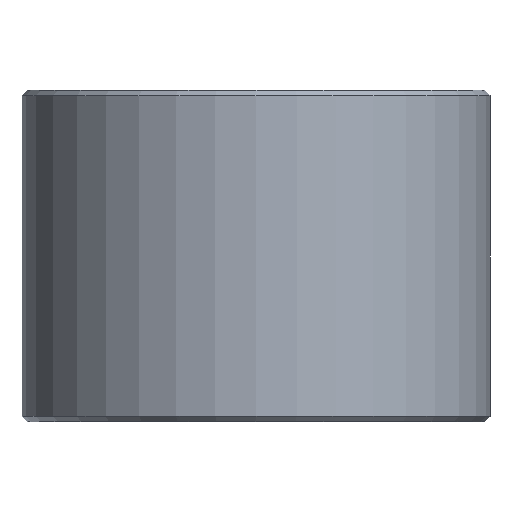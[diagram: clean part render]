
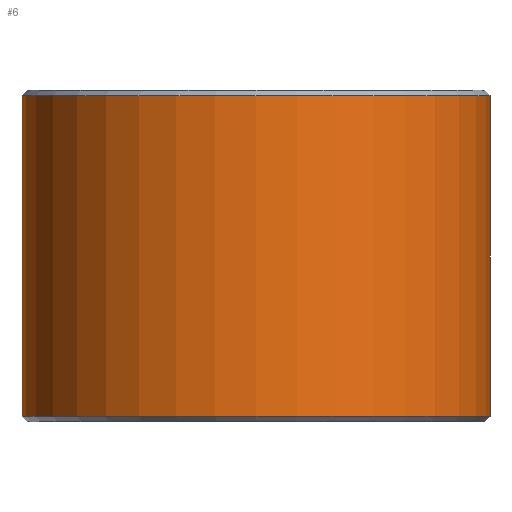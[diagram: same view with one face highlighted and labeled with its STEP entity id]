
A CAD part, front view. The second image highlights one B-rep face of the part: STEP entity #6.
In plain terms, the highlighted cylindrical face has radius 10.668 mm (diameter 21.336 mm), a partial arc.
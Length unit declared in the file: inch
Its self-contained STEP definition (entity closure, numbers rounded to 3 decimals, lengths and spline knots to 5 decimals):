
#6 = ADVANCED_FACE ( 'NONE', ( #379 ), #349, .T. ) ;
#8 = VERTEX_POINT ( 'NONE', #403 ) ;
#11 = CIRCLE ( 'NONE', #48, 0.42 ) ;
#15 = EDGE_CURVE ( 'NONE', #75, #8, #190, .T. ) ;
#31 = EDGE_CURVE ( 'NONE', #286, #351, #11, .T. ) ;
#33 = VECTOR ( 'NONE', #363, 39.37008 ) ;
#48 = AXIS2_PLACEMENT_3D ( 'NONE', #336, #266, #375 ) ;
#59 = CARTESIAN_POINT ( 'NONE',  ( 0.42, 0., 0.585 ) ) ;
#72 = AXIS2_PLACEMENT_3D ( 'NONE', #109, #83, #372 ) ;
#75 = VERTEX_POINT ( 'NONE', #304 ) ;
#83 = DIRECTION ( 'NONE',  ( 0., 0., 1. ) ) ;
#109 = CARTESIAN_POINT ( 'NONE',  ( 0., 0., 0.01 ) ) ;
#144 = DIRECTION ( 'NONE',  ( 0., 0., -1. ) ) ;
#156 = CARTESIAN_POINT ( 'NONE',  ( -0.42, 0., 0.595 ) ) ;
#186 = EDGE_CURVE ( 'NONE', #351, #75, #206, .T. ) ;
#190 = CIRCLE ( 'NONE', #72, 0.42 ) ;
#206 = LINE ( 'NONE', #156, #33 ) ;
#208 = CARTESIAN_POINT ( 'NONE',  ( 0., 0., 0.595 ) ) ;
#218 = EDGE_LOOP ( 'NONE', ( #270, #397, #240, #318 ) ) ;
#231 = VECTOR ( 'NONE', #345, 39.37008 ) ;
#240 = ORIENTED_EDGE ( 'NONE', *, *, #186, .T. ) ;
#252 = CARTESIAN_POINT ( 'NONE',  ( 0.42, 0., 0.595 ) ) ;
#265 = EDGE_CURVE ( 'NONE', #286, #8, #292, .T. ) ;
#266 = DIRECTION ( 'NONE',  ( 0., 0., -1. ) ) ;
#270 = ORIENTED_EDGE ( 'NONE', *, *, #265, .F. ) ;
#286 = VERTEX_POINT ( 'NONE', #59 ) ;
#292 = LINE ( 'NONE', #252, #231 ) ;
#301 = DIRECTION ( 'NONE',  ( -1., 0., 0. ) ) ;
#304 = CARTESIAN_POINT ( 'NONE',  ( -0.42, 0., 0.01 ) ) ;
#318 = ORIENTED_EDGE ( 'NONE', *, *, #15, .T. ) ;
#336 = CARTESIAN_POINT ( 'NONE',  ( 0., 0., 0.585 ) ) ;
#345 = DIRECTION ( 'NONE',  ( 0., 0., -1. ) ) ;
#349 = CYLINDRICAL_SURFACE ( 'NONE', #421, 0.42 ) ;
#350 = CARTESIAN_POINT ( 'NONE',  ( -0.42, 0., 0.585 ) ) ;
#351 = VERTEX_POINT ( 'NONE', #350 ) ;
#363 = DIRECTION ( 'NONE',  ( 0., 0., -1. ) ) ;
#372 = DIRECTION ( 'NONE',  ( 1., 0., 0. ) ) ;
#375 = DIRECTION ( 'NONE',  ( 1., 0., 0. ) ) ;
#379 = FACE_OUTER_BOUND ( 'NONE', #218, .T. ) ;
#397 = ORIENTED_EDGE ( 'NONE', *, *, #31, .T. ) ;
#403 = CARTESIAN_POINT ( 'NONE',  ( 0.42, 0., 0.01 ) ) ;
#421 = AXIS2_PLACEMENT_3D ( 'NONE', #208, #144, #301 ) ;
